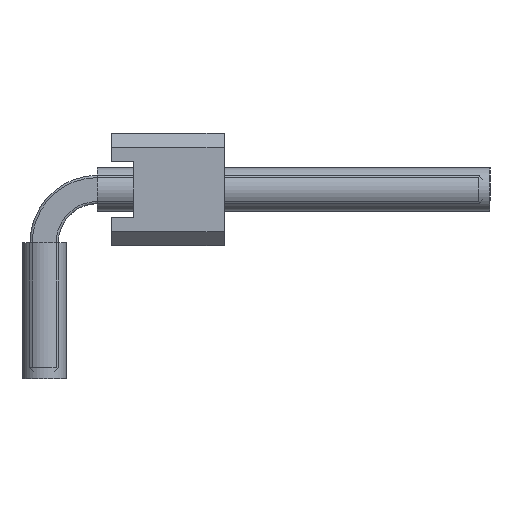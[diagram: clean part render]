
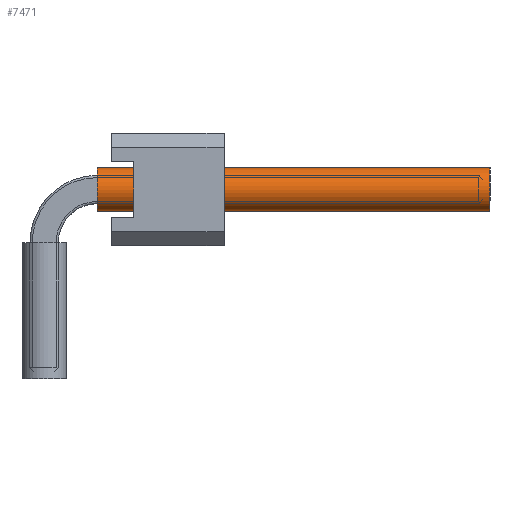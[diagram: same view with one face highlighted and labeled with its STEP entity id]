
A CAD part, left-side view. The second image highlights one B-rep face of the part: STEP entity #7471.
In plain terms, the highlighted cylindrical face has radius 0.5 mm (diameter 1 mm), a full revolution.
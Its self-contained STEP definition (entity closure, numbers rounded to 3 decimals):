
#4208=ORIENTED_EDGE('',*,*,#5272,.F.);
#4209=ORIENTED_EDGE('',*,*,#5273,.T.);
#5272=EDGE_CURVE('',#5980,#5980,#6184,.T.);
#5273=EDGE_CURVE('',#5981,#5981,#6185,.T.);
#5980=VERTEX_POINT('',#12311);
#5981=VERTEX_POINT('',#12313);
#6184=CIRCLE('',#8095,0.5);
#6185=CIRCLE('',#8096,0.5);
#6594=EDGE_LOOP('',(#4208));
#6595=EDGE_LOOP('',(#4209));
#7004=FACE_BOUND('',#6594,.T.);
#7005=FACE_BOUND('',#6595,.T.);
#7109=CYLINDRICAL_SURFACE('',#8094,0.5);
#7471=ADVANCED_FACE('',(#7004,#7005),#7109,.F.);
#8094=AXIS2_PLACEMENT_3D('',#12309,#10126,#10127);
#8095=AXIS2_PLACEMENT_3D('',#12310,#10128,#10129);
#8096=AXIS2_PLACEMENT_3D('',#12312,#10130,#10131);
#10126=DIRECTION('',(1.,0.,0.));
#10127=DIRECTION('',(0.,0.,-1.));
#10128=DIRECTION('',(-1.,0.,0.));
#10129=DIRECTION('',(0.,0.,1.));
#10130=DIRECTION('',(-1.,0.,0.));
#10131=DIRECTION('',(0.,0.,1.));
#12309=CARTESIAN_POINT('',(1.2,0.,4.27));
#12310=CARTESIAN_POINT('',(10.06,0.,4.27));
#12311=CARTESIAN_POINT('',(10.06,0.,4.77));
#12312=CARTESIAN_POINT('',(1.2,0.,4.27));
#12313=CARTESIAN_POINT('',(1.2,0.,4.77));
